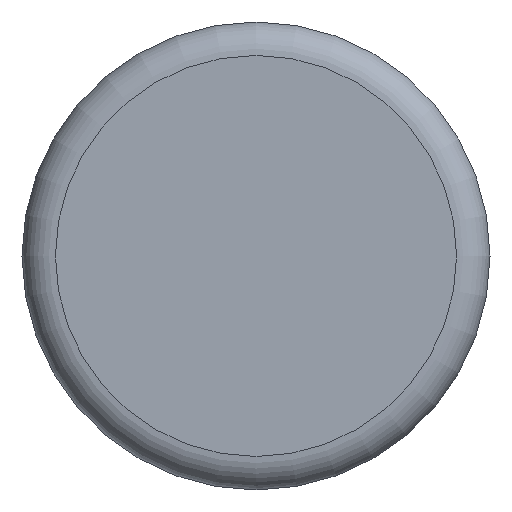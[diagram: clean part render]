
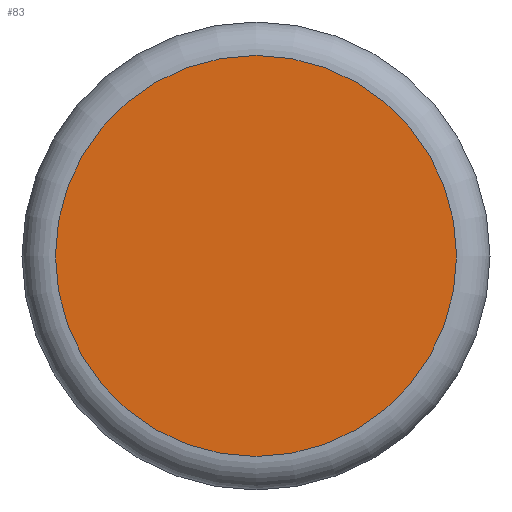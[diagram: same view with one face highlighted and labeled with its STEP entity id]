
A CAD part, top view. The second image highlights one B-rep face of the part: STEP entity #83.
In plain terms, the highlighted planar face has unit normal (0, 0, 1).
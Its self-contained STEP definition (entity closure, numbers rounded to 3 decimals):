
#83 = ADVANCED_FACE( '', ( #178 ), #179, .T. );
#178 = FACE_OUTER_BOUND( '', #268, .T. );
#179 = PLANE( '', #269 );
#268 = EDGE_LOOP( '', ( #390 ) );
#269 = AXIS2_PLACEMENT_3D( '', #391, #392, #393 );
#390 = ORIENTED_EDGE( '', *, *, #425, .T. );
#391 = CARTESIAN_POINT( '', ( 0., 0., 42.5 ) );
#392 = DIRECTION( '', ( 0., 0., 1. ) );
#393 = DIRECTION( '', ( 1., 0., 0. ) );
#425 = EDGE_CURVE( '', #480, #480, #481, .T. );
#480 = VERTEX_POINT( '', #539 );
#481 = CIRCLE( '', #540, 11.986 );
#539 = CARTESIAN_POINT( '', ( 11.986, 0., 42.5 ) );
#540 = AXIS2_PLACEMENT_3D( '', #601, #602, #603 );
#601 = CARTESIAN_POINT( '', ( 0., 0., 42.5 ) );
#602 = DIRECTION( '', ( 0., 0., 1. ) );
#603 = DIRECTION( '', ( 1., 0., 0. ) );
